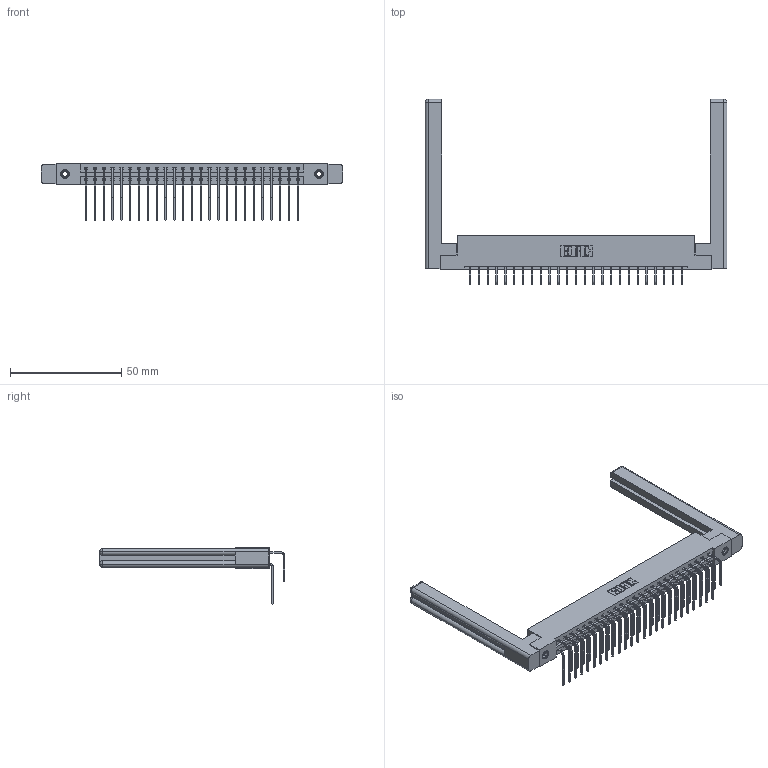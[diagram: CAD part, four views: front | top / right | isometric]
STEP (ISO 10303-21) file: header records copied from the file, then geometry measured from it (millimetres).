
FILE_DESCRIPTION (( 'STEP AP203' ), '1' );
FILE_NAME ('387-050-558-258.STEP', '2019-10-19T02:25:38', ( '' ), ( '' ), 'SwSTEP 2.0', 'SolidWorks 2016', '' );
FILE_SCHEMA (( 'CONFIG_CONTROL_DESIGN' ));
Length unit declared in the file: inch
Products named in the file (6): 345-292-001_558 559 Tail - 1; 345-250-001_345-250-001-102; 307-220-058; 337 Part_Flush Mounting Lugs - 0.156 Dia-TI; 345-292-001_558 Tail - 2; 387-050-558-258
Assembly tree (55 placements, depth 2):
  387-050-558-258
    337 Part_Flush Mounting Lugs - 0.156 Dia-TI
    345-292-001_558 559 Tail - 1  x25
    345-292-001_558 Tail - 2  x25
    345-250-001_345-250-001-102  x2
    307-220-058  x2
Bounding box: 135.69 x 83.25 x 25.53 mm (x, y, z)
Volume: 21504.2 mm3; surface area: 22566.1 mm2
Topology: 55 solids, 55 shells, 3056 faces, 9015 edges, 5930 vertices
Faces by surface type: plane 2154, cylinder 878, cone 12, torus 12
Entity records: 26000 total; most frequent: CARTESIAN_POINT 4448, ORIENTED_EDGE 4272, DIRECTION 3812, EDGE_CURVE 2136, LINE 1920, VECTOR 1920, VERTEX_POINT 1414, AXIS2_PLACEMENT_3D 946
